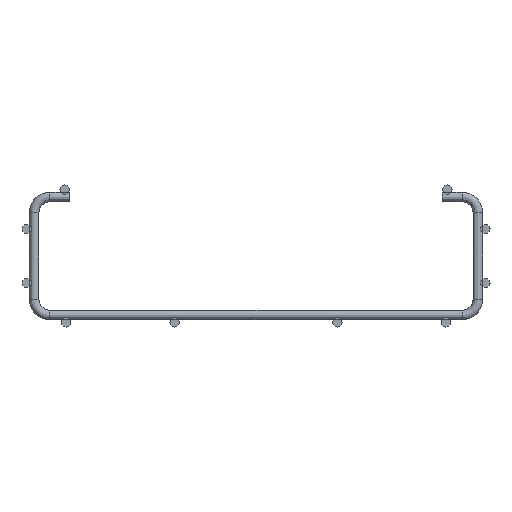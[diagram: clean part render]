
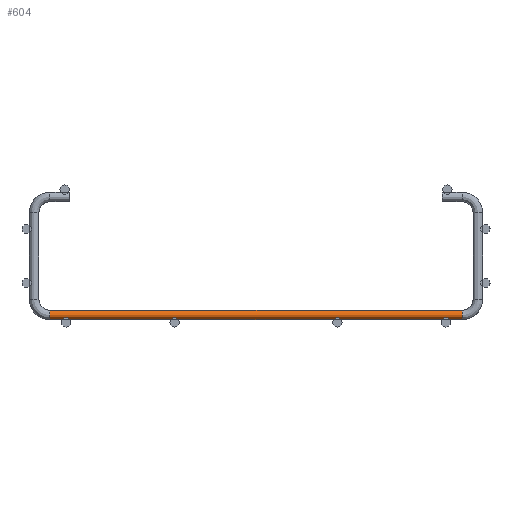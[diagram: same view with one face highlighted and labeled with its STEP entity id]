
A CAD part, left-side view. The second image highlights one B-rep face of the part: STEP entity #604.
In plain terms, the highlighted cylindrical face has radius 2.2 mm (diameter 4.4 mm), a full revolution.
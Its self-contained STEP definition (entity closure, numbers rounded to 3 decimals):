
#226=FACE_OUTER_BOUND('',#267,.T.);
#267=EDGE_LOOP('',(#524,#525,#526,#527,#528,#529));
#286=LINE('',#1102,#301);
#301=VECTOR('',#890,2.2);
#333=CIRCLE('',#688,2.2);
#334=CIRCLE('',#689,2.2);
#335=CIRCLE('',#691,2.2);
#336=CIRCLE('',#692,2.2);
#373=VERTEX_POINT('',#1095);
#374=VERTEX_POINT('',#1097);
#375=VERTEX_POINT('',#1101);
#376=VERTEX_POINT('',#1103);
#425=EDGE_CURVE('',#373,#374,#333,.T.);
#426=EDGE_CURVE('',#374,#373,#334,.T.);
#427=EDGE_CURVE('',#374,#375,#286,.T.);
#428=EDGE_CURVE('',#375,#376,#335,.T.);
#429=EDGE_CURVE('',#376,#375,#336,.T.);
#524=ORIENTED_EDGE('',*,*,#426,.F.);
#525=ORIENTED_EDGE('',*,*,#427,.T.);
#526=ORIENTED_EDGE('',*,*,#428,.T.);
#527=ORIENTED_EDGE('',*,*,#429,.T.);
#528=ORIENTED_EDGE('',*,*,#427,.F.);
#529=ORIENTED_EDGE('',*,*,#425,.F.);
#567=CYLINDRICAL_SURFACE('',#690,2.2);
#604=ADVANCED_FACE('',(#226),#567,.T.);
#688=AXIS2_PLACEMENT_3D('',#1098,#884,#885);
#689=AXIS2_PLACEMENT_3D('',#1099,#886,#887);
#690=AXIS2_PLACEMENT_3D('',#1100,#888,#889);
#691=AXIS2_PLACEMENT_3D('',#1104,#891,#892);
#692=AXIS2_PLACEMENT_3D('',#1105,#893,#894);
#884=DIRECTION('center_axis',(0.,1.,0.));
#885=DIRECTION('ref_axis',(1.,0.,0.));
#886=DIRECTION('center_axis',(0.,1.,0.));
#887=DIRECTION('ref_axis',(1.,0.,0.));
#888=DIRECTION('center_axis',(0.,1.,0.));
#889=DIRECTION('ref_axis',(1.,0.,0.));
#890=DIRECTION('',(0.,-1.,0.));
#891=DIRECTION('center_axis',(0.,1.,0.));
#892=DIRECTION('ref_axis',(1.,0.,0.));
#893=DIRECTION('center_axis',(0.,1.,0.));
#894=DIRECTION('ref_axis',(1.,0.,0.));
#1095=CARTESIAN_POINT('',(0.,95.,-25.));
#1097=CARTESIAN_POINT('',(-2.2,95.,-27.2));
#1098=CARTESIAN_POINT('Origin',(0.,95.,-27.2));
#1099=CARTESIAN_POINT('Origin',(0.,95.,-27.2));
#1100=CARTESIAN_POINT('Origin',(0.,-95.,-27.2));
#1101=CARTESIAN_POINT('',(-2.2,-95.,-27.2));
#1102=CARTESIAN_POINT('',(-2.2,-95.,-27.2));
#1103=CARTESIAN_POINT('',(0.,-95.,-25.));
#1104=CARTESIAN_POINT('Origin',(0.,-95.,-27.2));
#1105=CARTESIAN_POINT('Origin',(0.,-95.,-27.2));
